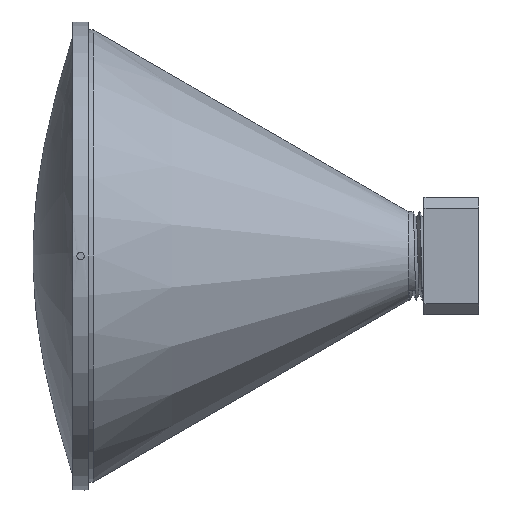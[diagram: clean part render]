
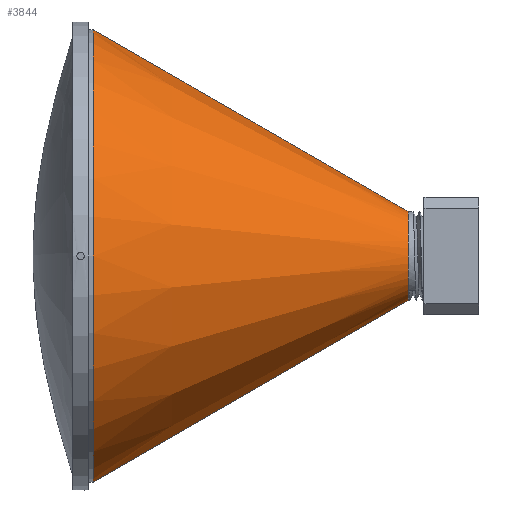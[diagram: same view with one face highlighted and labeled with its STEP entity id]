
A CAD part, front view. The second image highlights one B-rep face of the part: STEP entity #3844.
In plain terms, the highlighted conical face has half-angle 30 degrees and reference radius 7.144 mm.
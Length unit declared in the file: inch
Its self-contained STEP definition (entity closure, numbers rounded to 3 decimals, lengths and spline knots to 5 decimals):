
#17 = DIRECTION ( 'NONE',  ( -1., 0., 0. ) ) ;
#205 = DIRECTION ( 'NONE',  ( -1., 0., 0. ) ) ;
#235 = EDGE_LOOP ( 'NONE', ( #3977, #3739, #4215, #820 ) ) ;
#393 = CIRCLE ( 'NONE', #1690, 0.28125 ) ;
#647 = CARTESIAN_POINT ( 'NONE',  ( -1.1139, -0.0741, 0.82434 ) ) ;
#762 = DIRECTION ( 'NONE',  ( 0., 0., 1. ) ) ;
#820 = ORIENTED_EDGE ( 'NONE', *, *, #2788, .F. ) ;
#853 = EDGE_CURVE ( 'NONE', #4124, #4031, #3185, .T. ) ;
#872 = CARTESIAN_POINT ( 'NONE',  ( -1.1139, -0.0741, -2.05566 ) ) ;
#911 = CONICAL_SURFACE ( 'NONE', #2459, 0.28125, 0.524 ) ;
#1064 = CARTESIAN_POINT ( 'NONE',  ( 0.89311, -0.0741, -0.61566 ) ) ;
#1111 = DIRECTION ( 'NONE',  ( 1., 0., 0. ) ) ;
#1332 = DIRECTION ( 'NONE',  ( 0., 0., 1. ) ) ;
#1496 = DIRECTION ( 'NONE',  ( 0., 0., -1. ) ) ;
#1558 = CARTESIAN_POINT ( 'NONE',  ( 0.89311, -0.0741, -0.33441 ) ) ;
#1690 = AXIS2_PLACEMENT_3D ( 'NONE', #4957, #1111, #1496 ) ;
#1703 = CARTESIAN_POINT ( 'NONE',  ( -1.1139, -0.0741, -0.61566 ) ) ;
#2459 = AXIS2_PLACEMENT_3D ( 'NONE', #1064, #17, #762 ) ;
#2757 = DIRECTION ( 'NONE',  ( -0.866, 0., 0.5 ) ) ;
#2788 = EDGE_CURVE ( 'NONE', #4031, #3677, #4688, .T. ) ;
#2845 = AXIS2_PLACEMENT_3D ( 'NONE', #1703, #205, #1332 ) ;
#3185 = LINE ( 'NONE', #4012, #3713 ) ;
#3307 = VERTEX_POINT ( 'NONE', #4920 ) ;
#3677 = VERTEX_POINT ( 'NONE', #647 ) ;
#3713 = VECTOR ( 'NONE', #4422, 39.37008 ) ;
#3739 = ORIENTED_EDGE ( 'NONE', *, *, #4180, .F. ) ;
#3844 = ADVANCED_FACE ( 'NONE', ( #4709 ), #911, .T. ) ;
#3898 = VECTOR ( 'NONE', #2757, 39.37008 ) ;
#3977 = ORIENTED_EDGE ( 'NONE', *, *, #853, .F. ) ;
#4012 = CARTESIAN_POINT ( 'NONE',  ( 0.89311, -0.0741, -0.89691 ) ) ;
#4027 = LINE ( 'NONE', #1558, #3898 ) ;
#4031 = VERTEX_POINT ( 'NONE', #872 ) ;
#4124 = VERTEX_POINT ( 'NONE', #4865 ) ;
#4180 = EDGE_CURVE ( 'NONE', #3307, #4124, #393, .T. ) ;
#4215 = ORIENTED_EDGE ( 'NONE', *, *, #4634, .T. ) ;
#4422 = DIRECTION ( 'NONE',  ( -0.866, 0., -0.5 ) ) ;
#4634 = EDGE_CURVE ( 'NONE', #3307, #3677, #4027, .T. ) ;
#4688 = CIRCLE ( 'NONE', #2845, 1.44 ) ;
#4709 = FACE_OUTER_BOUND ( 'NONE', #235, .T. ) ;
#4865 = CARTESIAN_POINT ( 'NONE',  ( 0.89311, -0.0741, -0.89691 ) ) ;
#4920 = CARTESIAN_POINT ( 'NONE',  ( 0.89311, -0.0741, -0.33441 ) ) ;
#4957 = CARTESIAN_POINT ( 'NONE',  ( 0.89311, -0.0741, -0.61566 ) ) ;
